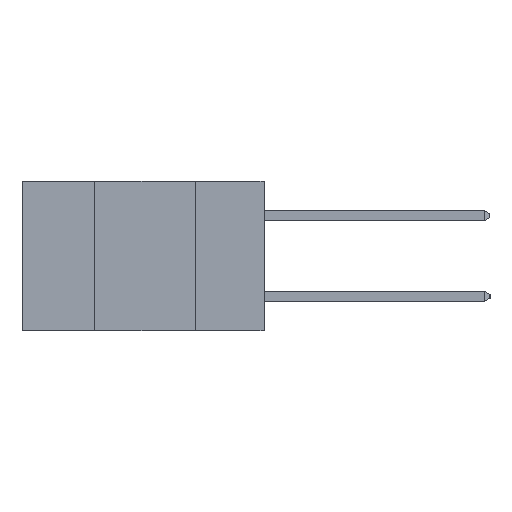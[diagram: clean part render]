
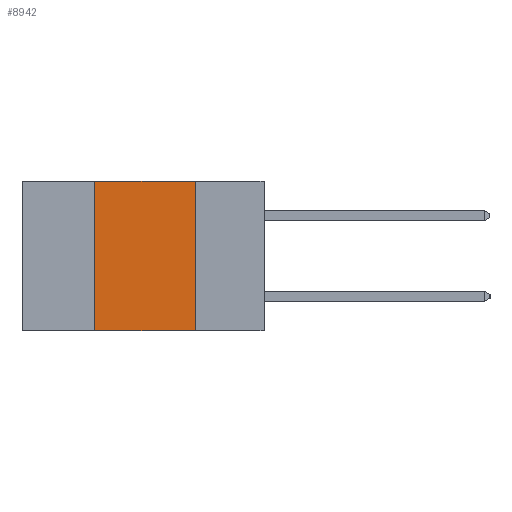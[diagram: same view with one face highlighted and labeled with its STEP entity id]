
A CAD part, left-side view. The second image highlights one B-rep face of the part: STEP entity #8942.
In plain terms, the highlighted planar face has unit normal (-1, 0, 0).
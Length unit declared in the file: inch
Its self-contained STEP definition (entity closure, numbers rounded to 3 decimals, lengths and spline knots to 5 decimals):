
#1094 = AXIS2_PLACEMENT_3D ( 'NONE', #12757, #12701, #12698 ) ;
#1276 = VERTEX_POINT ( 'NONE', #8933 ) ;
#1949 = CARTESIAN_POINT ( 'NONE',  ( 0., 0.17, 0. ) ) ;
#2982 = ORIENTED_EDGE ( 'NONE', *, *, #4439, .T. ) ;
#3209 = CARTESIAN_POINT ( 'NONE',  ( 0., 0.17, -0.37 ) ) ;
#4439 = EDGE_CURVE ( 'NONE', #7721, #9861, #8781, .T. ) ;
#4871 = CARTESIAN_POINT ( 'NONE',  ( 0., 0.17, -0.37 ) ) ;
#5031 = CARTESIAN_POINT ( 'NONE',  ( 0., 0.42, -0.37 ) ) ;
#5113 = VERTEX_POINT ( 'NONE', #1949 ) ;
#5287 = EDGE_CURVE ( 'NONE', #5113, #9861, #9088, .T. ) ;
#5368 = DIRECTION ( 'NONE',  ( 0., -1., 0. ) ) ;
#5494 = CARTESIAN_POINT ( 'NONE',  ( 0., 0.6, 0. ) ) ;
#6156 = ORIENTED_EDGE ( 'NONE', *, *, #11541, .F. ) ;
#6597 = DIRECTION ( 'NONE',  ( 0., -1., 0. ) ) ;
#6856 = LINE ( 'NONE', #10324, #9615 ) ;
#7322 = DIRECTION ( 'NONE',  ( 0., 0., -1. ) ) ;
#7401 = CARTESIAN_POINT ( 'NONE',  ( 0., 0.6, -0.37 ) ) ;
#7721 = VERTEX_POINT ( 'NONE', #5031 ) ;
#7888 = ORIENTED_EDGE ( 'NONE', *, *, #10577, .F. ) ;
#8109 = VECTOR ( 'NONE', #6597, 39.37008 ) ;
#8781 = LINE ( 'NONE', #7401, #8109 ) ;
#8933 = CARTESIAN_POINT ( 'NONE',  ( 0., 0.42, 0. ) ) ;
#8942 = ADVANCED_FACE ( 'NONE', ( #11162 ), #12787, .F. ) ;
#8952 = LINE ( 'NONE', #5494, #11403 ) ;
#9088 = LINE ( 'NONE', #3209, #9401 ) ;
#9401 = VECTOR ( 'NONE', #7322, 39.37008 ) ;
#9615 = VECTOR ( 'NONE', #10866, 39.37008 ) ;
#9861 = VERTEX_POINT ( 'NONE', #4871 ) ;
#10324 = CARTESIAN_POINT ( 'NONE',  ( 0., 0.42, -0.37 ) ) ;
#10577 = EDGE_CURVE ( 'NONE', #7721, #1276, #6856, .T. ) ;
#10866 = DIRECTION ( 'NONE',  ( 0., 0., 1. ) ) ;
#11162 = FACE_OUTER_BOUND ( 'NONE', #13247, .T. ) ;
#11403 = VECTOR ( 'NONE', #5368, 39.37008 ) ;
#11522 = ORIENTED_EDGE ( 'NONE', *, *, #5287, .F. ) ;
#11541 = EDGE_CURVE ( 'NONE', #1276, #5113, #8952, .T. ) ;
#12698 = DIRECTION ( 'NONE',  ( 0., 0., -1. ) ) ;
#12701 = DIRECTION ( 'NONE',  ( 1., 0., 0. ) ) ;
#12757 = CARTESIAN_POINT ( 'NONE',  ( 0., 0.6, 0. ) ) ;
#12787 = PLANE ( 'NONE',  #1094 ) ;
#13247 = EDGE_LOOP ( 'NONE', ( #11522, #6156, #7888, #2982 ) ) ;
